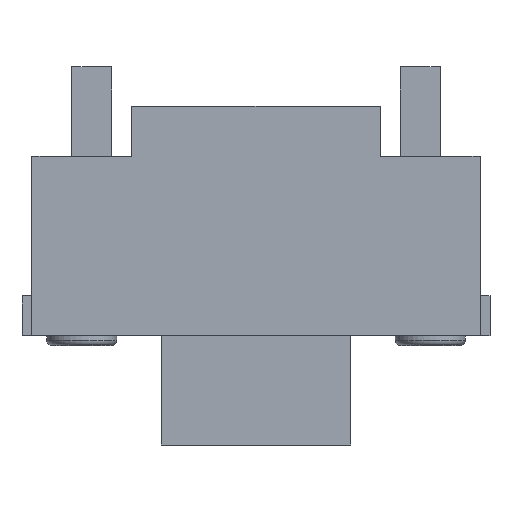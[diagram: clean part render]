
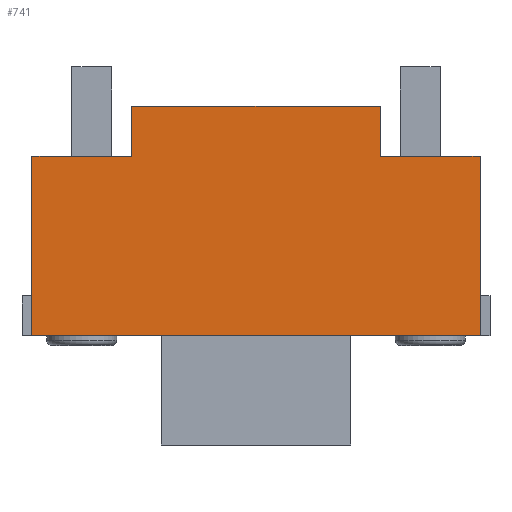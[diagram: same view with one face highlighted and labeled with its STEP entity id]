
A CAD part, top view. The second image highlights one B-rep face of the part: STEP entity #741.
In plain terms, the highlighted planar face has unit normal (0, 0, 1).
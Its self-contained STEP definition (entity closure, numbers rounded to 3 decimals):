
#66=FACE_OUTER_BOUND('',#112,.T.);
#112=EDGE_LOOP('',(#565,#566,#567,#568,#569,#570,#571,#572));
#145=LINE('',#1067,#227);
#161=LINE('',#1111,#243);
#164=LINE('',#1115,#246);
#167=LINE('',#1123,#249);
#170=LINE('',#1129,#252);
#177=LINE('',#1167,#259);
#179=LINE('',#1170,#261);
#180=LINE('',#1171,#262);
#227=VECTOR('',#859,10.);
#243=VECTOR('',#899,10.);
#246=VECTOR('',#904,10.);
#249=VECTOR('',#909,10.);
#252=VECTOR('',#914,10.);
#259=VECTOR('',#961,10.);
#261=VECTOR('',#965,10.);
#262=VECTOR('',#966,10.);
#306=VERTEX_POINT('',#1064);
#307=VERTEX_POINT('',#1066);
#322=VERTEX_POINT('',#1108);
#323=VERTEX_POINT('',#1110);
#326=VERTEX_POINT('',#1120);
#327=VERTEX_POINT('',#1122);
#329=VERTEX_POINT('',#1128);
#340=VERTEX_POINT('',#1166);
#375=EDGE_CURVE('',#306,#307,#145,.T.);
#395=EDGE_CURVE('',#323,#322,#161,.T.);
#398=EDGE_CURVE('',#322,#307,#164,.T.);
#401=EDGE_CURVE('',#327,#326,#167,.T.);
#404=EDGE_CURVE('',#329,#327,#170,.T.);
#423=EDGE_CURVE('',#340,#329,#177,.T.);
#425=EDGE_CURVE('',#340,#306,#179,.T.);
#426=EDGE_CURVE('',#323,#326,#180,.T.);
#565=ORIENTED_EDGE('',*,*,#398,.T.);
#566=ORIENTED_EDGE('',*,*,#375,.F.);
#567=ORIENTED_EDGE('',*,*,#425,.F.);
#568=ORIENTED_EDGE('',*,*,#423,.T.);
#569=ORIENTED_EDGE('',*,*,#404,.T.);
#570=ORIENTED_EDGE('',*,*,#401,.T.);
#571=ORIENTED_EDGE('',*,*,#426,.F.);
#572=ORIENTED_EDGE('',*,*,#395,.T.);
#676=PLANE('',#818);
#741=ADVANCED_FACE('',(#66),#676,.T.);
#818=AXIS2_PLACEMENT_3D('',#1169,#963,#964);
#859=DIRECTION('',(0.,1.,0.));
#899=DIRECTION('',(0.,-1.,0.));
#904=DIRECTION('',(-1.,0.,0.));
#909=DIRECTION('',(0.,1.,0.));
#914=DIRECTION('',(-1.,0.,0.));
#961=DIRECTION('',(0.,1.,0.));
#963=DIRECTION('center_axis',(0.,0.,1.));
#964=DIRECTION('ref_axis',(1.,0.,0.));
#965=DIRECTION('',(-1.,0.,0.));
#966=DIRECTION('',(1.,0.,0.));
#1064=CARTESIAN_POINT('',(-2.25,0.,1.));
#1066=CARTESIAN_POINT('',(-2.25,1.8,1.));
#1067=CARTESIAN_POINT('',(-2.25,0.,1.));
#1108=CARTESIAN_POINT('',(-1.25,1.8,1.));
#1110=CARTESIAN_POINT('',(-1.25,2.3,1.));
#1111=CARTESIAN_POINT('',(-1.25,1.15,1.));
#1115=CARTESIAN_POINT('',(-1.75,1.8,1.));
#1120=CARTESIAN_POINT('',(1.25,2.3,1.));
#1122=CARTESIAN_POINT('',(1.25,1.8,1.));
#1123=CARTESIAN_POINT('',(1.25,0.9,1.));
#1128=CARTESIAN_POINT('',(2.25,1.8,1.));
#1129=CARTESIAN_POINT('',(0.,1.8,1.));
#1166=CARTESIAN_POINT('',(2.25,0.,1.));
#1167=CARTESIAN_POINT('',(2.25,0.,1.));
#1169=CARTESIAN_POINT('Origin',(-2.25,0.,1.));
#1170=CARTESIAN_POINT('',(2.25,0.,1.));
#1171=CARTESIAN_POINT('',(2.25,2.3,1.));
